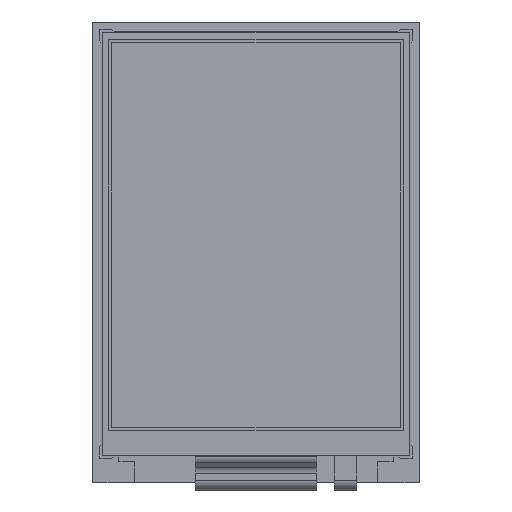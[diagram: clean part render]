
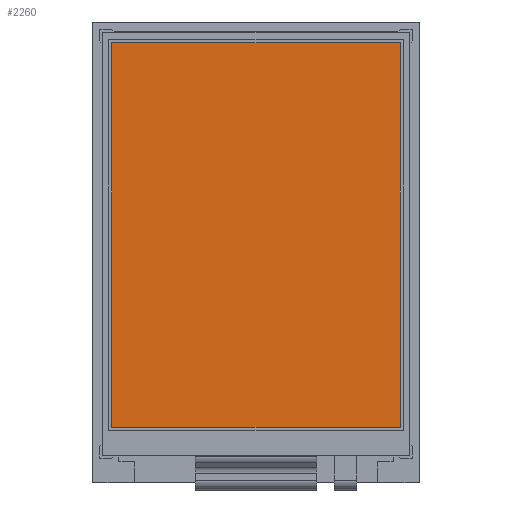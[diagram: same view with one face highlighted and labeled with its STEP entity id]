
A CAD part, top view. The second image highlights one B-rep face of the part: STEP entity #2260.
In plain terms, the highlighted planar face has unit normal (0, 0, 1).
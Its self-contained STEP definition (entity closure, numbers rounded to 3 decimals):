
#100=PLANE('',#2416);
#230=FACE_OUTER_BOUND('',#362,.T.);
#362=EDGE_LOOP('',(#1846,#1847,#1848,#1849));
#535=LINE('',#3377,#802);
#539=LINE('',#3385,#806);
#542=LINE('',#3391,#809);
#545=LINE('',#3396,#812);
#802=VECTOR('',#2742,10.);
#806=VECTOR('',#2748,10.);
#809=VECTOR('',#2753,10.);
#812=VECTOR('',#2758,10.);
#1089=VERTEX_POINT('',#3375);
#1090=VERTEX_POINT('',#3376);
#1093=VERTEX_POINT('',#3384);
#1095=VERTEX_POINT('',#3390);
#1343=EDGE_CURVE('',#1089,#1090,#535,.T.);
#1347=EDGE_CURVE('',#1093,#1089,#539,.T.);
#1350=EDGE_CURVE('',#1095,#1093,#542,.T.);
#1353=EDGE_CURVE('',#1090,#1095,#545,.T.);
#1846=ORIENTED_EDGE('',*,*,#1343,.T.);
#1847=ORIENTED_EDGE('',*,*,#1353,.T.);
#1848=ORIENTED_EDGE('',*,*,#1350,.T.);
#1849=ORIENTED_EDGE('',*,*,#1347,.T.);
#2260=ADVANCED_FACE('',(#230),#100,.T.);
#2416=AXIS2_PLACEMENT_3D('',#3448,#2804,#2805);
#2742=DIRECTION('',(1.,0.,0.));
#2748=DIRECTION('',(0.,-1.,0.));
#2753=DIRECTION('',(-1.,0.,0.));
#2758=DIRECTION('',(0.,1.,0.));
#2804=DIRECTION('center_axis',(0.,0.,1.));
#2805=DIRECTION('ref_axis',(1.,0.,0.));
#3375=CARTESIAN_POINT('',(-24.3,-29.5,2.55));
#3376=CARTESIAN_POINT('',(24.3,-29.5,2.55));
#3377=CARTESIAN_POINT('',(-12.15,-29.5,2.55));
#3384=CARTESIAN_POINT('',(-24.3,35.3,2.55));
#3385=CARTESIAN_POINT('',(-24.3,18.375,2.55));
#3390=CARTESIAN_POINT('',(24.3,35.3,2.55));
#3391=CARTESIAN_POINT('',(12.15,35.3,2.55));
#3396=CARTESIAN_POINT('',(24.3,-14.025,2.55));
#3448=CARTESIAN_POINT('Origin',(0.,1.45,2.55));
